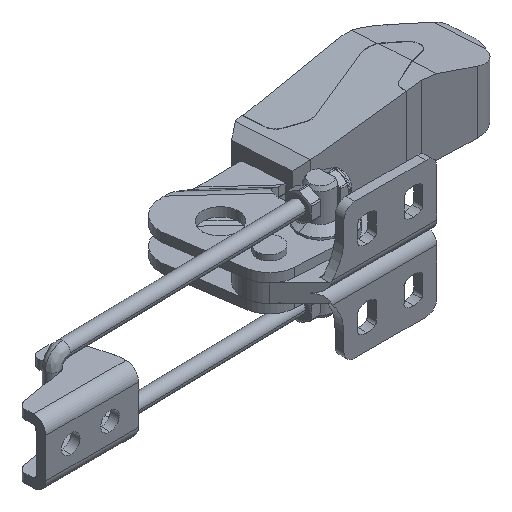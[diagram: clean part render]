
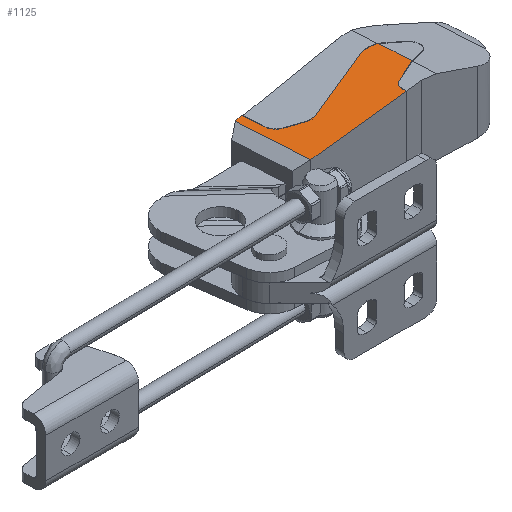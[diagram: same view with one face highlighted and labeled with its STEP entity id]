
A CAD part, isometric view. The second image highlights one B-rep face of the part: STEP entity #1125.
In plain terms, the highlighted planar face has unit normal (-0.07, -0.004, 0.998).
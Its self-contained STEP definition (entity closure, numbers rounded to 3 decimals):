
#1125=ADVANCED_FACE('NONE',(#2345),#2346,.F.);
#2345=FACE_OUTER_BOUND('',#3901,.T.);
#2346=PLANE('',#3902);
#3901=EDGE_LOOP('',(#7231,#7232,#7233,#7234,#7235,#7236,#7237,#7238,#7239,#7240,#7241,#7242,#7243,#7244,#7245,#7246,#7247));
#3902=AXIS2_PLACEMENT_3D('',#7248,#7249,#7250);
#7231=ORIENTED_EDGE('',*,*,#9190,.F.);
#7232=ORIENTED_EDGE('',*,*,#9191,.F.);
#7233=ORIENTED_EDGE('',*,*,#9192,.F.);
#7234=ORIENTED_EDGE('',*,*,#9193,.F.);
#7235=ORIENTED_EDGE('',*,*,#9138,.T.);
#7236=ORIENTED_EDGE('',*,*,#9188,.T.);
#7237=ORIENTED_EDGE('',*,*,#9194,.F.);
#7238=ORIENTED_EDGE('',*,*,#9195,.F.);
#7239=ORIENTED_EDGE('',*,*,#9196,.T.);
#7240=ORIENTED_EDGE('',*,*,#9197,.F.);
#7241=ORIENTED_EDGE('',*,*,#9198,.T.);
#7242=ORIENTED_EDGE('',*,*,#9199,.F.);
#7243=ORIENTED_EDGE('',*,*,#9111,.F.);
#7244=ORIENTED_EDGE('',*,*,#9200,.F.);
#7245=ORIENTED_EDGE('',*,*,#9201,.F.);
#7246=ORIENTED_EDGE('',*,*,#9202,.T.);
#7247=ORIENTED_EDGE('',*,*,#9203,.F.);
#7248=CARTESIAN_POINT('',(48.007,19.65,10.6));
#7249=DIRECTION('',(0.07,0.004,-0.998));
#7250=DIRECTION('',(0.0,-1.,-0.004));
#9111=EDGE_CURVE('NONE',#11189,#11190,#11191,.T.);
#9138=EDGE_CURVE('NONE',#11238,#11236,#11239,.T.);
#9188=EDGE_CURVE('NONE',#11236,#11315,#11317,.T.);
#9190=EDGE_CURVE('NONE',#11319,#11320,#11321,.T.);
#9191=EDGE_CURVE('NONE',#11322,#11319,#11323,.T.);
#9192=EDGE_CURVE('NONE',#11324,#11322,#11325,.T.);
#9193=EDGE_CURVE('NONE',#11238,#11324,#11326,.T.);
#9194=EDGE_CURVE('NONE',#11327,#11315,#11328,.T.);
#9195=EDGE_CURVE('NONE',#11329,#11327,#11330,.T.);
#9196=EDGE_CURVE('NONE',#11329,#11331,#11332,.T.);
#9197=EDGE_CURVE('NONE',#11333,#11331,#11334,.T.);
#9198=EDGE_CURVE('NONE',#11333,#11335,#11336,.T.);
#9199=EDGE_CURVE('NONE',#11190,#11335,#11337,.T.);
#9200=EDGE_CURVE('NONE',#11338,#11189,#11339,.T.);
#9201=EDGE_CURVE('NONE',#11340,#11338,#11341,.T.);
#9202=EDGE_CURVE('NONE',#11340,#11342,#11343,.T.);
#9203=EDGE_CURVE('NONE',#11320,#11342,#11344,.T.);
#11189=VERTEX_POINT('NONE',#14646);
#11190=VERTEX_POINT('NONE',#14647);
#11191=(B_SPLINE_CURVE(3,(#14649,#14650,#14651,#14652),.UNSPECIFIED.,.F.,.F.)B_SPLINE_CURVE_WITH_KNOTS((4,4),(5.037,6.221),.UNSPECIFIED.)RATIONAL_B_SPLINE_CURVE((1.0,0.887,0.887,1.0))BOUNDED_CURVE()REPRESENTATION_ITEM('')GEOMETRIC_REPRESENTATION_ITEM()CURVE());
#11236=VERTEX_POINT('NONE',#14796);
#11238=VERTEX_POINT('NONE',#14799);
#11239=LINE('',#14800,#14801);
#11315=VERTEX_POINT('NONE',#14997);
#11317=LINE('',#15000,#15001);
#11319=VERTEX_POINT('NONE',#15003);
#11320=VERTEX_POINT('NONE',#15004);
#11321=LINE('',#15005,#15006);
#11322=VERTEX_POINT('NONE',#15007);
#11323=(B_SPLINE_CURVE(3,(#15009,#15010,#15011,#15012),.UNSPECIFIED.,.F.,.F.)B_SPLINE_CURVE_WITH_KNOTS((4,4),(1.098,1.858),.UNSPECIFIED.)RATIONAL_B_SPLINE_CURVE((1.0,0.952,0.952,1.0))BOUNDED_CURVE()REPRESENTATION_ITEM('')GEOMETRIC_REPRESENTATION_ITEM()CURVE());
#11324=VERTEX_POINT('NONE',#15019);
#11325=LINE('',#15020,#15021);
#11326=(B_SPLINE_CURVE(3,(#15023,#15024,#15025,#15026),.UNSPECIFIED.,.F.,.F.)B_SPLINE_CURVE_WITH_KNOTS((4,4),(0.,1.098),.UNSPECIFIED.)RATIONAL_B_SPLINE_CURVE((1.0,0.902,0.902,1.0))BOUNDED_CURVE()REPRESENTATION_ITEM('')GEOMETRIC_REPRESENTATION_ITEM()CURVE());
#11327=VERTEX_POINT('NONE',#15033);
#11328=LINE('',#15034,#15035);
#11329=VERTEX_POINT('NONE',#15036);
#11330=LINE('',#15037,#15038);
#11331=VERTEX_POINT('NONE',#15039);
#11332=LINE('',#15040,#15041);
#11333=VERTEX_POINT('NONE',#15042);
#11334=LINE('',#15043,#15044);
#11335=VERTEX_POINT('NONE',#15045);
#11336=LINE('',#15046,#15047);
#11337=(B_SPLINE_CURVE(3,(#15049,#15050,#15051,#15052),.UNSPECIFIED.,.F.,.F.)B_SPLINE_CURVE_WITH_KNOTS((4,4),(6.221,6.283),.UNSPECIFIED.)RATIONAL_B_SPLINE_CURVE((1.0,1.,1.,1.0))BOUNDED_CURVE()REPRESENTATION_ITEM('')GEOMETRIC_REPRESENTATION_ITEM()CURVE());
#11338=VERTEX_POINT('NONE',#15059);
#11339=LINE('',#15060,#15061);
#11340=VERTEX_POINT('NONE',#15062);
#11341=LINE('',#15063,#15064);
#11342=VERTEX_POINT('NONE',#15065);
#11343=LINE('',#15066,#15067);
#11344=(B_SPLINE_CURVE(3,(#15069,#15070,#15071,#15072),.UNSPECIFIED.,.F.,.F.)B_SPLINE_CURVE_WITH_KNOTS((4,4),(1.283,2.054),.UNSPECIFIED.)RATIONAL_B_SPLINE_CURVE((1.0,0.951,0.951,1.0))BOUNDED_CURVE()REPRESENTATION_ITEM('')GEOMETRIC_REPRESENTATION_ITEM()CURVE());
#14646=CARTESIAN_POINT('',(41.025,32.007,10.167));
#14647=CARTESIAN_POINT('',(39.468,29.692,10.048));
#14649=CARTESIAN_POINT('',(41.025,32.007,10.167));
#14650=CARTESIAN_POINT('',(40.053,31.612,10.097));
#14651=CARTESIAN_POINT('',(39.468,30.741,10.053));
#14652=CARTESIAN_POINT('',(39.468,29.692,10.048));
#14796=CARTESIAN_POINT('',(12.502,47.426,8.243));
#14799=CARTESIAN_POINT('',(12.873,41.497,8.243));
#14800=CARTESIAN_POINT('',(12.873,41.497,8.243));
#14801=VECTOR('',#17128,1000.0);
#14997=CARTESIAN_POINT('',(10.372,47.202,8.094));
#15000=CARTESIAN_POINT('',(12.502,47.426,8.243));
#15001=VECTOR('',#17160,1000.0);
#15003=CARTESIAN_POINT('',(21.995,36.5,8.858));
#15004=CARTESIAN_POINT('',(41.943,43.78,10.282));
#15005=CARTESIAN_POINT('',(21.995,36.5,8.858));
#15006=VECTOR('',#17161,1000.0);
#15007=CARTESIAN_POINT('',(19.399,36.579,8.677));
#15009=CARTESIAN_POINT('',(19.399,36.579,8.677));
#15010=CARTESIAN_POINT('',(20.232,36.216,8.734));
#15011=CARTESIAN_POINT('',(21.141,36.189,8.797));
#15012=CARTESIAN_POINT('',(21.995,36.5,8.858));
#15019=CARTESIAN_POINT('',(14.97,38.506,8.377));
#15020=CARTESIAN_POINT('',(14.97,38.506,8.377));
#15021=VECTOR('',#17162,1000.0);
#15023=CARTESIAN_POINT('',(12.873,41.497,8.243));
#15024=CARTESIAN_POINT('',(12.957,40.149,8.243));
#15025=CARTESIAN_POINT('',(13.732,39.044,8.293));
#15026=CARTESIAN_POINT('',(14.97,38.506,8.377));
#15033=CARTESIAN_POINT('',(10.121,47.035,8.076));
#15034=CARTESIAN_POINT('',(10.121,47.035,8.076));
#15035=VECTOR('',#17163,1000.0);
#15036=CARTESIAN_POINT('',(11.359,27.274,8.076));
#15037=CARTESIAN_POINT('',(11.359,27.274,8.076));
#15038=VECTOR('',#17164,1000.0);
#15039=CARTESIAN_POINT('',(11.476,27.216,8.084));
#15040=CARTESIAN_POINT('',(11.359,27.274,8.076));
#15041=VECTOR('',#17165,1000.0);
#15042=CARTESIAN_POINT('',(39.52,28.432,10.046));
#15043=CARTESIAN_POINT('',(39.52,28.432,10.046));
#15044=VECTOR('',#17166,1000.0);
#15045=CARTESIAN_POINT('',(39.473,29.536,10.048));
#15046=CARTESIAN_POINT('',(39.52,28.432,10.046));
#15047=VECTOR('',#17167,1000.0);
#15049=CARTESIAN_POINT('',(39.468,29.692,10.048));
#15050=CARTESIAN_POINT('',(39.468,29.64,10.048));
#15051=CARTESIAN_POINT('',(39.469,29.588,10.048));
#15052=CARTESIAN_POINT('',(39.473,29.536,10.048));
#15059=CARTESIAN_POINT('',(47.079,34.472,10.6));
#15060=CARTESIAN_POINT('',(47.079,34.472,10.6));
#15061=VECTOR('',#17168,1000.0);
#15062=CARTESIAN_POINT('',(46.512,43.531,10.6));
#15063=CARTESIAN_POINT('',(46.512,43.531,10.6));
#15064=VECTOR('',#17169,1000.0);
#15065=CARTESIAN_POINT('',(46.301,43.625,10.586));
#15066=CARTESIAN_POINT('',(46.512,43.531,10.6));
#15067=VECTOR('',#17170,1000.0);
#15069=CARTESIAN_POINT('',(41.943,43.78,10.282));
#15070=CARTESIAN_POINT('',(43.379,44.304,10.385));
#15071=CARTESIAN_POINT('',(44.906,44.25,10.491));
#15072=CARTESIAN_POINT('',(46.301,43.625,10.586));
#17128=DIRECTION('',(-0.062,0.998,-0.0));
#17160=DIRECTION('',(-0.992,-0.104,-0.07));
#17161=DIRECTION('',(0.937,0.342,0.067));
#17162=DIRECTION('',(0.915,-0.398,0.062));
#17163=DIRECTION('',(0.832,0.552,0.06));
#17164=DIRECTION('',(-0.062,0.998,0.));
#17165=DIRECTION('',(0.894,-0.444,0.06));
#17166=DIRECTION('',(-0.997,-0.043,-0.07));
#17167=DIRECTION('',(-0.043,0.999,0.001));
#17168=DIRECTION('',(-0.924,-0.376,-0.066));
#17169=DIRECTION('',(0.062,-0.998,0.));
#17170=DIRECTION('',(-0.911,0.408,-0.062));
